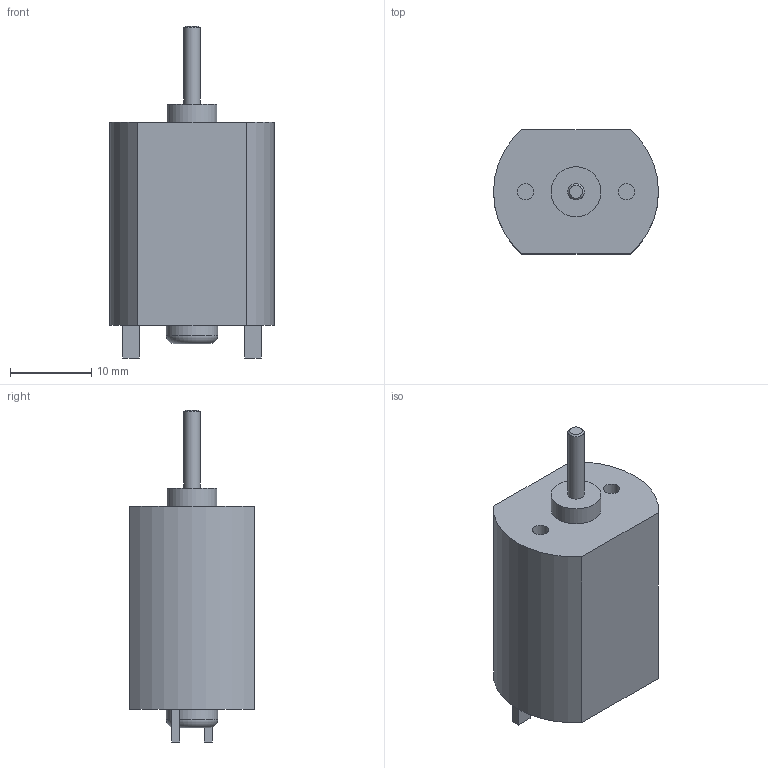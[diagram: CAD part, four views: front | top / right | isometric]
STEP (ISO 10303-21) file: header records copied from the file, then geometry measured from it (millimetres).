
FILE_DESCRIPTION(/* description */ (''),/* implementation_level */ '2;1');
FILE_NAME(/* name */ '130Motor.step',/* time_stamp */ '2019-04-05T19:04:27-05:00',/* author */ (''),/* organization */ (''),/* preprocessor_version */ 'ST-DEVELOPER v17.2',/* originating_system */ 'Autodesk Translation Framework v7.6.0.251',/* authorisation */ '');
FILE_SCHEMA (('AUTOMOTIVE_DESIGN { 1 0 10303 214 3 1 1 }'));
Length unit declared in the file: millimetre
Products named in the file (1): 130Motor
Bounding box: 20.3 x 15.3 x 40.85 mm (x, y, z)
Volume: 7115.4 mm3; surface area: 2315.5 mm2
Topology: 4 solids, 4 shells, 31 faces, 57 edges, 38 vertices
Faces by surface type: plane 22, cylinder 7, torus 1, cone 1
Full cylindrical faces by diameter (mm): 2 x3, 6.15 x1, 6.3 x1
Entity records: 821 total; most frequent: DIRECTION 140, CARTESIAN_POINT 127, ORIENTED_EDGE 114, EDGE_CURVE 57, AXIS2_PLACEMENT_3D 51, LINE 38, VECTOR 38, VERTEX_POINT 38
